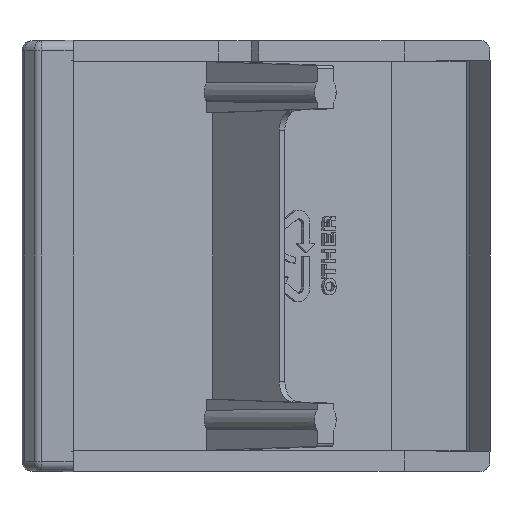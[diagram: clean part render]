
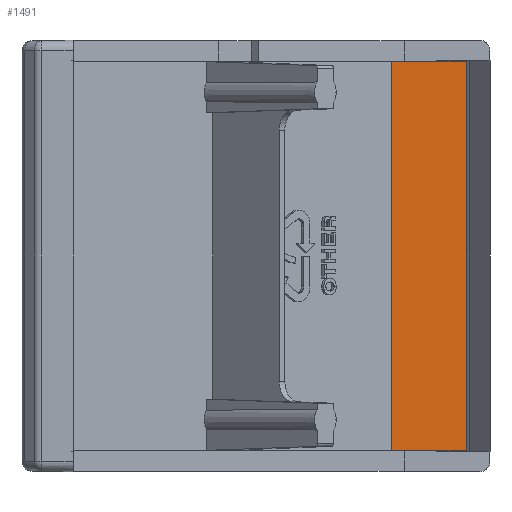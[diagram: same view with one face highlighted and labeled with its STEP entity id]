
A CAD part, left-side view. The second image highlights one B-rep face of the part: STEP entity #1491.
In plain terms, the highlighted planar face has unit normal (-1, 0, 0).
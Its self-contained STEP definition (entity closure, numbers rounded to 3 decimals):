
#262 = EDGE_CURVE ( 'NONE', #6212, #2093, #4541, .T. ) ;
#299 = ORIENTED_EDGE ( 'NONE', *, *, #3089, .T. ) ;
#765 = VECTOR ( 'NONE', #5980, 1000. ) ;
#787 = EDGE_CURVE ( 'NONE', #6611, #6129, #1581, .T. ) ;
#920 = VECTOR ( 'NONE', #5318, 1000. ) ;
#1022 = CARTESIAN_POINT ( 'NONE',  ( 43.75, 9.643, 19.017 ) ) ;
#1152 = CARTESIAN_POINT ( 'NONE',  ( 43.75, 2.328, 19.063 ) ) ;
#1423 = ORIENTED_EDGE ( 'NONE', *, *, #787, .F. ) ;
#1491 = ADVANCED_FACE ( 'NONE', ( #2718 ), #6203, .T. ) ;
#1581 = LINE ( 'NONE', #6430, #6177 ) ;
#1807 = CARTESIAN_POINT ( 'NONE',  ( 43.75, 9.643, 21. ) ) ;
#2093 = VERTEX_POINT ( 'NONE', #1022 ) ;
#2225 = LINE ( 'NONE', #1807, #6252 ) ;
#2314 = CARTESIAN_POINT ( 'NONE',  ( 43.75, -0.012, 19.077 ) ) ;
#2368 = EDGE_CURVE ( 'NONE', #6129, #2093, #2225, .T. ) ;
#2569 = ORIENTED_EDGE ( 'NONE', *, *, #2368, .F. ) ;
#2718 = FACE_OUTER_BOUND ( 'NONE', #5962, .T. ) ;
#3089 = EDGE_CURVE ( 'NONE', #6611, #6212, #4357, .T. ) ;
#3379 = CARTESIAN_POINT ( 'NONE',  ( 43.75, 9.643, -19.017 ) ) ;
#3601 = ORIENTED_EDGE ( 'NONE', *, *, #262, .T. ) ;
#4109 = CARTESIAN_POINT ( 'NONE',  ( 43.75, 2.328, -19.063 ) ) ;
#4188 = AXIS2_PLACEMENT_3D ( 'NONE', #5750, #6782, #4703 ) ;
#4356 = DIRECTION ( 'NONE',  ( 0., 1., 0.006 ) ) ;
#4357 = LINE ( 'NONE', #5366, #920 ) ;
#4541 = LINE ( 'NONE', #2314, #765 ) ;
#4703 = DIRECTION ( 'NONE',  ( 0., 0., 1. ) ) ;
#5318 = DIRECTION ( 'NONE',  ( 0., 0., 1. ) ) ;
#5366 = CARTESIAN_POINT ( 'NONE',  ( 43.75, 2.328, 21. ) ) ;
#5750 = CARTESIAN_POINT ( 'NONE',  ( 43.75, 0., 21. ) ) ;
#5962 = EDGE_LOOP ( 'NONE', ( #3601, #2569, #1423, #299 ) ) ;
#5975 = DIRECTION ( 'NONE',  ( 0., 0., 1. ) ) ;
#5980 = DIRECTION ( 'NONE',  ( 0., 1., -0.006 ) ) ;
#6129 = VERTEX_POINT ( 'NONE', #3379 ) ;
#6177 = VECTOR ( 'NONE', #4356, 1000. ) ;
#6203 = PLANE ( 'NONE',  #4188 ) ;
#6212 = VERTEX_POINT ( 'NONE', #1152 ) ;
#6252 = VECTOR ( 'NONE', #5975, 1000. ) ;
#6430 = CARTESIAN_POINT ( 'NONE',  ( 43.75, 0.247, -19.075 ) ) ;
#6611 = VERTEX_POINT ( 'NONE', #4109 ) ;
#6782 = DIRECTION ( 'NONE',  ( -1., 0., 0. ) ) ;
